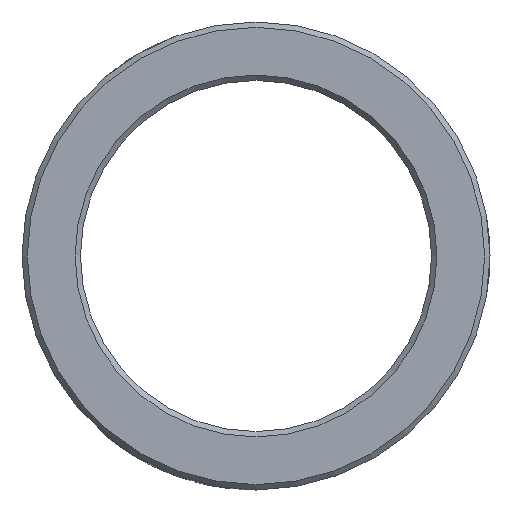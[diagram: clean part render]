
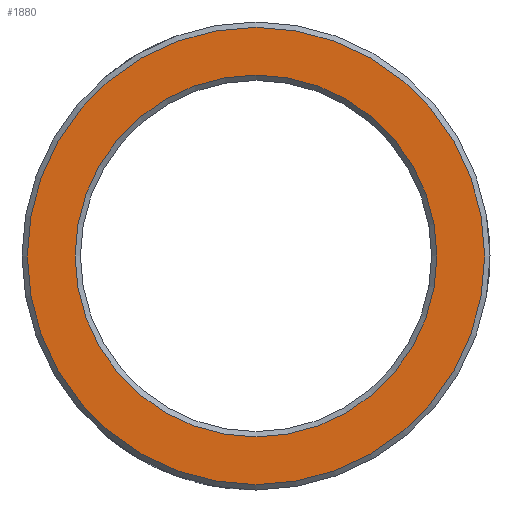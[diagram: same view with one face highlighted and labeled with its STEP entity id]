
A CAD part, left-side view. The second image highlights one B-rep face of the part: STEP entity #1880.
In plain terms, the highlighted planar face has unit normal (-1, 0, 0).
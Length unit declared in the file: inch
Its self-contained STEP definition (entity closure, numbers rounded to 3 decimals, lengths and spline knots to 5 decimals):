
#35=FACE_BOUND('',#583,.T.);
#124=CIRCLE('',#1950,0.6765);
#125=CIRCLE('',#1952,0.855);
#358=PLANE('',#1951);
#458=FACE_OUTER_BOUND('',#582,.T.);
#582=EDGE_LOOP('',(#1734));
#583=EDGE_LOOP('',(#1735));
#932=VERTEX_POINT('',#17399);
#933=VERTEX_POINT('',#17402);
#1205=EDGE_CURVE('',#932,#932,#124,.T.);
#1206=EDGE_CURVE('',#933,#933,#125,.T.);
#1734=ORIENTED_EDGE('',*,*,#1206,.F.);
#1735=ORIENTED_EDGE('',*,*,#1205,.F.);
#1880=ADVANCED_FACE('',(#458,#35),#358,.T.);
#1950=AXIS2_PLACEMENT_3D('',#17400,#2185,#2186);
#1951=AXIS2_PLACEMENT_3D('',#17401,#2187,#2188);
#1952=AXIS2_PLACEMENT_3D('',#17403,#2189,#2190);
#2185=DIRECTION('center_axis',(-1.,0.,0.));
#2186=DIRECTION('ref_axis',(0.,-1.,0.));
#2187=DIRECTION('center_axis',(-1.,0.,0.));
#2188=DIRECTION('ref_axis',(0.,0.,1.));
#2189=DIRECTION('center_axis',(1.,0.,0.));
#2190=DIRECTION('ref_axis',(0.,-1.,0.));
#17399=CARTESIAN_POINT('',(0.,0.6765,0.));
#17400=CARTESIAN_POINT('Origin',(0.,0.,0.));
#17401=CARTESIAN_POINT('Origin',(0.,0.875,0.));
#17402=CARTESIAN_POINT('',(0.,0.855,0.));
#17403=CARTESIAN_POINT('Origin',(0.,0.,0.));
